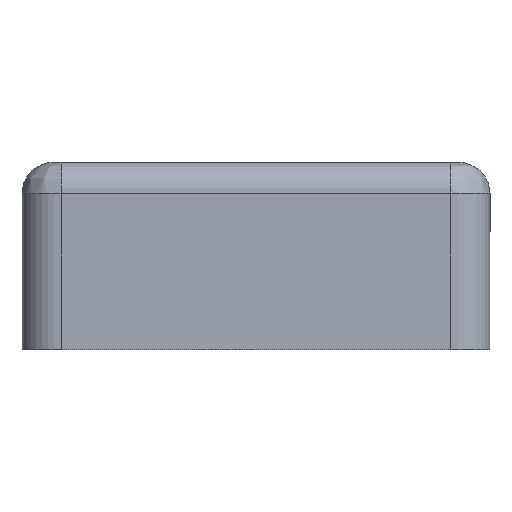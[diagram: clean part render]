
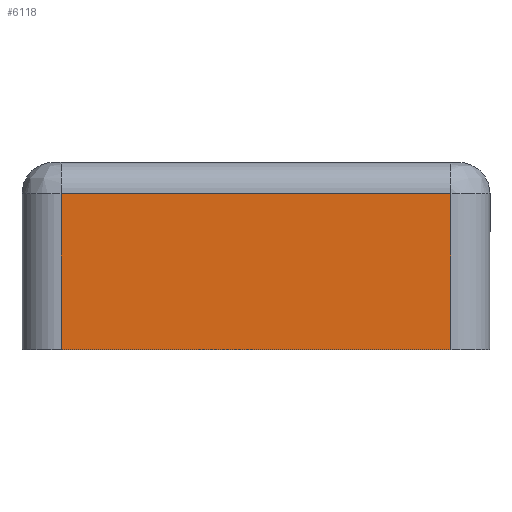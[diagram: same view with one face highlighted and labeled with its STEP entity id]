
A CAD part, front view. The second image highlights one B-rep face of the part: STEP entity #6118.
In plain terms, the highlighted planar face has unit normal (0, -1, 0).
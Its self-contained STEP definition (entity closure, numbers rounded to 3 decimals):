
#329 = CARTESIAN_POINT ( 'NONE',  ( -12.5, -30., 10. ) ) ;
#405 = CARTESIAN_POINT ( 'NONE',  ( -15., -30., 10. ) ) ;
#434 = VERTEX_POINT ( 'NONE', #6159 ) ;
#659 = EDGE_LOOP ( 'NONE', ( #9065, #9769, #3374, #3659 ) ) ;
#966 = CARTESIAN_POINT ( 'NONE',  ( 15., -30., 0. ) ) ;
#1402 = LINE ( 'NONE', #405, #5615 ) ;
#1877 = LINE ( 'NONE', #8104, #9865 ) ;
#2251 = CARTESIAN_POINT ( 'NONE',  ( 12.5, -30., 0. ) ) ;
#2528 = DIRECTION ( 'NONE',  ( 0., 0., -1. ) ) ;
#3374 = ORIENTED_EDGE ( 'NONE', *, *, #3988, .F. ) ;
#3659 = ORIENTED_EDGE ( 'NONE', *, *, #3973, .F. ) ;
#3687 = EDGE_CURVE ( 'NONE', #9835, #8735, #1402, .T. ) ;
#3973 = EDGE_CURVE ( 'NONE', #8735, #7991, #1877, .T. ) ;
#3988 = EDGE_CURVE ( 'NONE', #7991, #434, #10089, .T. ) ;
#4386 = DIRECTION ( 'NONE',  ( 0., 1., 0. ) ) ;
#5133 = VECTOR ( 'NONE', #10034, 1000. ) ;
#5598 = VECTOR ( 'NONE', #8132, 1000. ) ;
#5615 = VECTOR ( 'NONE', #5954, 1000. ) ;
#5954 = DIRECTION ( 'NONE',  ( 1., 0., 0. ) ) ;
#6103 = CARTESIAN_POINT ( 'NONE',  ( 12.5, -30., 10. ) ) ;
#6118 = ADVANCED_FACE ( 'NONE', ( #6230 ), #8355, .F. ) ;
#6159 = CARTESIAN_POINT ( 'NONE',  ( -12.5, -30., 0. ) ) ;
#6230 = FACE_OUTER_BOUND ( 'NONE', #659, .T. ) ;
#7269 = LINE ( 'NONE', #10097, #5133 ) ;
#7991 = VERTEX_POINT ( 'NONE', #2251 ) ;
#8104 = CARTESIAN_POINT ( 'NONE',  ( 12.5, -30., 12. ) ) ;
#8132 = DIRECTION ( 'NONE',  ( -1., 0., 0. ) ) ;
#8355 = PLANE ( 'NONE',  #9529 ) ;
#8735 = VERTEX_POINT ( 'NONE', #6103 ) ;
#8768 = EDGE_CURVE ( 'NONE', #434, #9835, #7269, .T. ) ;
#9065 = ORIENTED_EDGE ( 'NONE', *, *, #3687, .F. ) ;
#9214 = CARTESIAN_POINT ( 'NONE',  ( -15., -30., 12. ) ) ;
#9529 = AXIS2_PLACEMENT_3D ( 'NONE', #9214, #4386, #9987 ) ;
#9769 = ORIENTED_EDGE ( 'NONE', *, *, #8768, .F. ) ;
#9835 = VERTEX_POINT ( 'NONE', #329 ) ;
#9865 = VECTOR ( 'NONE', #2528, 1000. ) ;
#9987 = DIRECTION ( 'NONE',  ( 0., 0., 1. ) ) ;
#10034 = DIRECTION ( 'NONE',  ( 0., 0., 1. ) ) ;
#10089 = LINE ( 'NONE', #966, #5598 ) ;
#10097 = CARTESIAN_POINT ( 'NONE',  ( -12.5, -30., 12. ) ) ;
